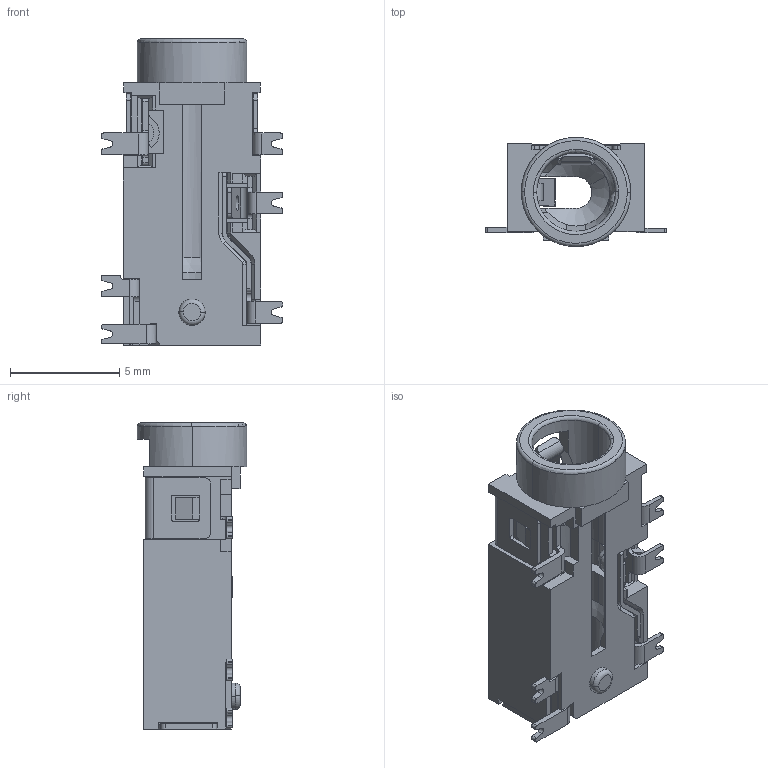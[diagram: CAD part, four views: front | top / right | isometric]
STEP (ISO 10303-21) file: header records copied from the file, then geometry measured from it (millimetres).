
FILE_DESCRIPTION (( 'STEP AP203' ), '1' );
FILE_NAME ('CUI_DEVICES_SJ2-35954D-SMT-TR.step', '2023-06-23T15:34:28', ( '' ), ( '' ), 'SwSTEP 2.0', 'SolidWorks 2023', '' );
FILE_SCHEMA (( 'CONFIG_CONTROL_DESIGN' ));
Length unit declared in the file: millimetre
Products named in the file (1): CUI_DEVICES_SJ2-35954D-SMT-TR
Bounding box: 8.3 x 5 x 14 mm (x, y, z)
Volume: 179.1 mm3; surface area: 753.8 mm2
Topology: 1 solids, 1 shells, 674 faces, 1961 edges, 1259 vertices
Faces by surface type: plane 436, cylinder 202, bspline 13, torus 10, cone 9, sphere 4
Entity records: 22787 total; most frequent: CARTESIAN_POINT 4666, ORIENTED_EDGE 3910, DIRECTION 3669, EDGE_CURVE 1955, LINE 1439, VECTOR 1439, VERTEX_POINT 1259, AXIS2_PLACEMENT_3D 1115
